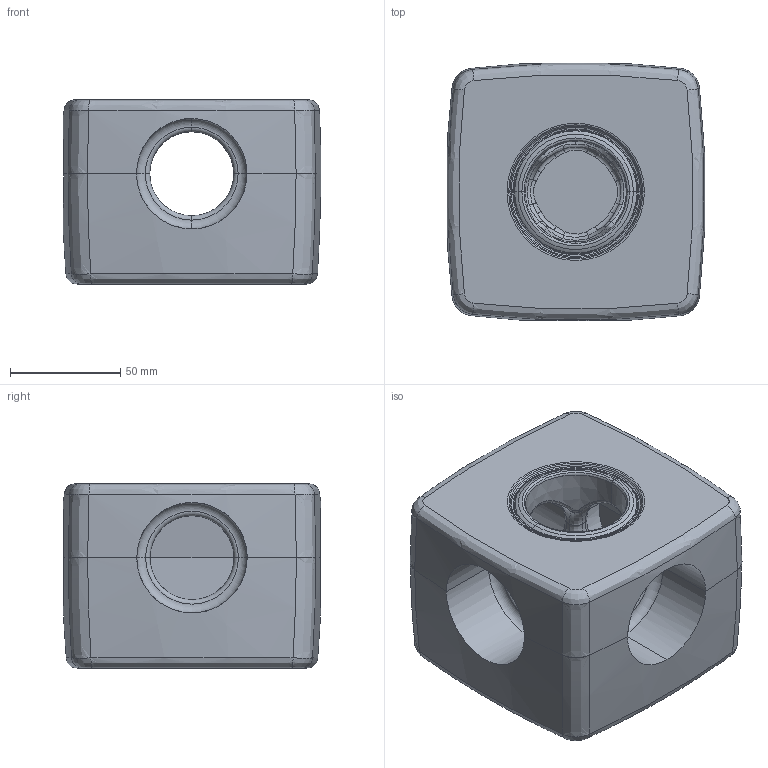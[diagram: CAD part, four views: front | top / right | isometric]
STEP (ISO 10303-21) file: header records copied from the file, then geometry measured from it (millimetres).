
FILE_DESCRIPTION(('CATIA V5 STEP Exchange'),'2;1');
FILE_NAME('VRI100_DN25.stp','2016-09-26T10:47:34+00:00',('none'),('none'),'CATIA Version 5-6 Release 2014 SP4 HF22','CATIA V5 STEP AP203','none');
FILE_SCHEMA(('CONFIG_CONTROL_DESIGN'));
Length unit declared in the file: millimetre
Products named in the file (1): Product1.1.2
Assembly tree (2 placements, depth 2):
  Product1.1.2
    #57
    #20499
Bounding box: 116.73 x 116.49 x 83.56 mm (x, y, z)
Volume: 260196.6 mm3; surface area: 93952.8 mm2
Topology: 1 solids, 2 shells, 482 faces, 1195 edges, 729 vertices
Faces by surface type: torus 158, plane 141, bspline 105, cone 48, cylinder 30
Entity records: 29000 total; most frequent: CARTESIAN_POINT 18799, ORIENTED_EDGE 2382, DIRECTION 1560, EDGE_CURVE 1191, AXIS2_PLACEMENT_3D 784, VERTEX_POINT 736, EDGE_LOOP 505, ADVANCED_FACE 481
